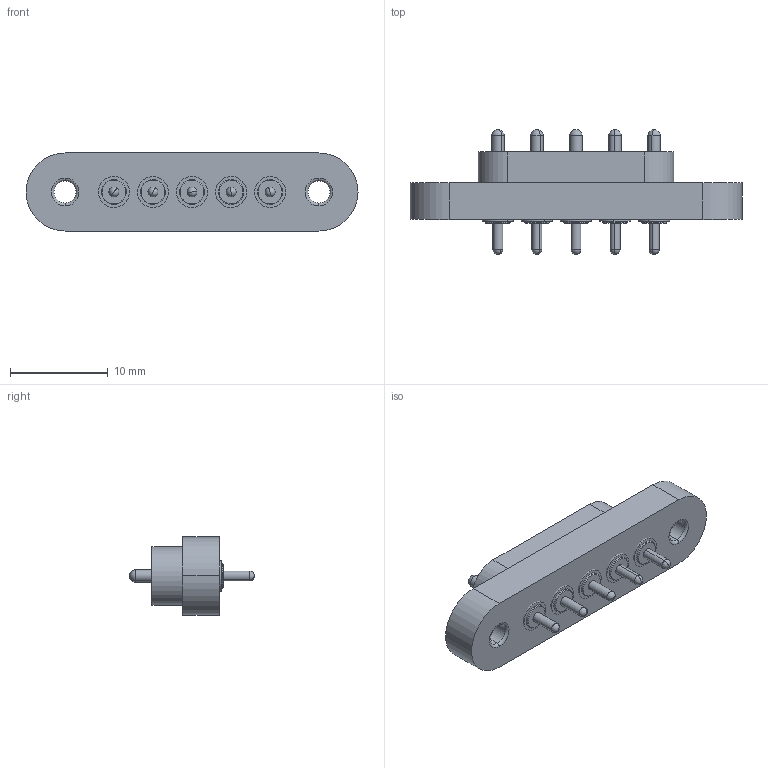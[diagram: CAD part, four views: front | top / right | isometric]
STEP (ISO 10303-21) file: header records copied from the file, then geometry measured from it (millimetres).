
FILE_DESCRIPTION (( 'STEP AP214' ), '1' );
FILE_NAME ('UEBK-30329.STEP', '2020-08-19T07:56:27', ( '' ), ( '' ), 'SwSTEP 2.0', 'SolidWorks 2020', '' );
FILE_SCHEMA (( 'AUTOMOTIVE_DESIGN' ));
Length unit declared in the file: millimetre
Products named in the file (3): UEBK-30329-Pin; UEBK-30329-Gehäuse; UEBK-30329
Assembly tree (6 placements, depth 2):
  UEBK-30329
    UEBK-30329-Gehäuse
    UEBK-30329-Pin  x5
Bounding box: 34 x 12.78 x 8 mm (x, y, z)
Volume: 1345.6 mm3; surface area: 1660.6 mm2
Topology: 6 solids, 6 shells, 205 faces, 468 edges, 286 vertices
Faces by surface type: cylinder 110, plane 37, cone 30, sphere 20, torus 8
Entity records: 2268 total; most frequent: DIRECTION 412, CARTESIAN_POINT 332, ORIENTED_EDGE 312, AXIS2_PLACEMENT_3D 178, EDGE_CURVE 156, CIRCLE 100, VERTEX_POINT 98, EDGE_LOOP 90
